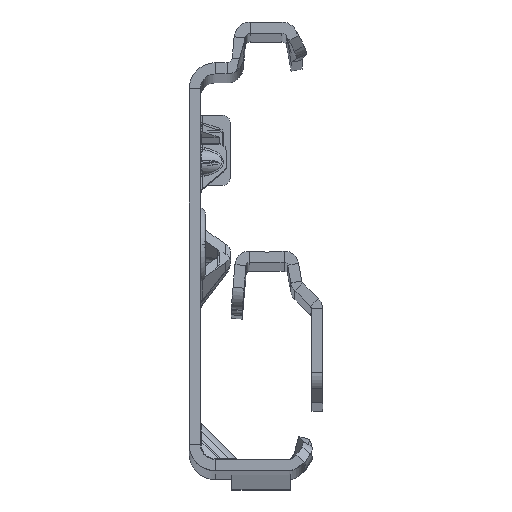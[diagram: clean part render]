
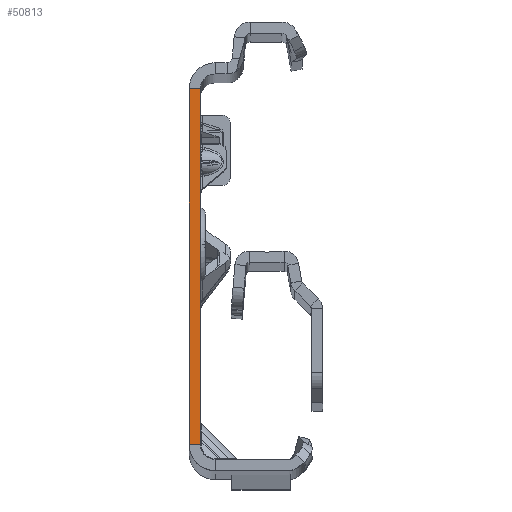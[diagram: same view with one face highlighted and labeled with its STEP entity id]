
A CAD part, top view. The second image highlights one B-rep face of the part: STEP entity #50813.
In plain terms, the highlighted planar face has unit normal (0, 0, 1).
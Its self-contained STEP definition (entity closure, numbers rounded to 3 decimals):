
#41 = CARTESIAN_POINT ( 'NONE',  ( -1.5, 22.135, 0. ) ) ;
#503 = AXIS2_PLACEMENT_3D ( 'NONE', #38814, #30182, #16850 ) ;
#5600 = LINE ( 'NONE', #21725, #48918 ) ;
#8003 = EDGE_CURVE ( 'NONE', #26642, #27967, #40317, .T. ) ;
#11524 = ORIENTED_EDGE ( 'NONE', *, *, #26120, .T. ) ;
#13403 = VECTOR ( 'NONE', #13636, 1000. ) ;
#13636 = DIRECTION ( 'NONE',  ( -1., 0., 0. ) ) ;
#14724 = CARTESIAN_POINT ( 'NONE',  ( 0., -25.865, 0. ) ) ;
#16850 = DIRECTION ( 'NONE',  ( 1., 0., 0. ) ) ;
#19922 = LINE ( 'NONE', #50538, #25454 ) ;
#21258 = PLANE ( 'NONE',  #503 ) ;
#21319 = CARTESIAN_POINT ( 'NONE',  ( 0., -25.865, 0. ) ) ;
#21589 = VERTEX_POINT ( 'NONE', #29963 ) ;
#21725 = CARTESIAN_POINT ( 'NONE',  ( -1.5, -27.865, 0. ) ) ;
#22353 = LINE ( 'NONE', #35204, #38793 ) ;
#23718 = CARTESIAN_POINT ( 'NONE',  ( -1.5, -25.865, 0. ) ) ;
#25330 = ORIENTED_EDGE ( 'NONE', *, *, #28408, .F. ) ;
#25454 = VECTOR ( 'NONE', #41615, 1000. ) ;
#26120 = EDGE_CURVE ( 'NONE', #21589, #37620, #22353, .T. ) ;
#26642 = VERTEX_POINT ( 'NONE', #21319 ) ;
#27967 = VERTEX_POINT ( 'NONE', #23718 ) ;
#28408 = EDGE_CURVE ( 'NONE', #21589, #26642, #19922, .T. ) ;
#29963 = CARTESIAN_POINT ( 'NONE',  ( 0., 22.135, 0. ) ) ;
#30182 = DIRECTION ( 'NONE',  ( 0., 0., 1. ) ) ;
#33340 = ORIENTED_EDGE ( 'NONE', *, *, #49727, .T. ) ;
#35204 = CARTESIAN_POINT ( 'NONE',  ( 0., 22.135, 0. ) ) ;
#37620 = VERTEX_POINT ( 'NONE', #41 ) ;
#38793 = VECTOR ( 'NONE', #52176, 1000. ) ;
#38814 = CARTESIAN_POINT ( 'NONE',  ( -1.5, -27.865, 0. ) ) ;
#39559 = DIRECTION ( 'NONE',  ( 0., -1., 0. ) ) ;
#40317 = LINE ( 'NONE', #14724, #13403 ) ;
#41402 = EDGE_LOOP ( 'NONE', ( #25330, #11524, #33340, #53461 ) ) ;
#41615 = DIRECTION ( 'NONE',  ( 0., -1., 0. ) ) ;
#48918 = VECTOR ( 'NONE', #39559, 1000. ) ;
#49727 = EDGE_CURVE ( 'NONE', #37620, #27967, #5600, .T. ) ;
#50538 = CARTESIAN_POINT ( 'NONE',  ( 0., -27.865, 0. ) ) ;
#50792 = FACE_OUTER_BOUND ( 'NONE', #41402, .T. ) ;
#50813 = ADVANCED_FACE ( 'NONE', ( #50792 ), #21258, .T. ) ;
#52176 = DIRECTION ( 'NONE',  ( -1., 0., 0. ) ) ;
#53461 = ORIENTED_EDGE ( 'NONE', *, *, #8003, .F. ) ;
